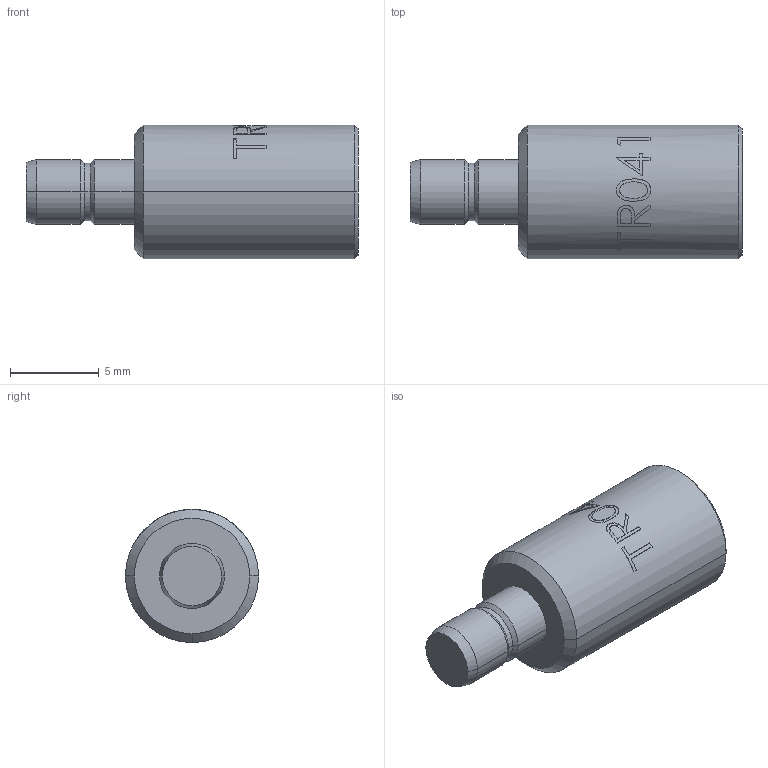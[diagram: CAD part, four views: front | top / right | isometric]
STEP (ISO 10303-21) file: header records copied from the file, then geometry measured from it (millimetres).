
FILE_DESCRIPTION (( 'STEP AP203' ), '1' );
FILE_NAME ('PE6TR041_3D.STEP', '2021-09-09T10:07:05', ( '' ), ( '' ), 'SwSTEP 2.0', 'SolidWorks 2021', '' );
FILE_SCHEMA (( 'CONFIG_CONTROL_DESIGN' ));
Length unit declared in the file: inch
Products named in the file (1): PE6TR041_3D
Bounding box: 18.7 x 7.5 x 7.5 mm (x, y, z)
Volume: 615.7 mm3; surface area: 445.3 mm2
Topology: 1 solids, 1 shells, 83 faces, 202 edges, 130 vertices
Faces by surface type: plane 41, cylinder 16, bspline 14, cone 12
Entity records: 3213 total; most frequent: CARTESIAN_POINT 1246, ORIENTED_EDGE 404, DIRECTION 364, EDGE_CURVE 202, AXIS2_PLACEMENT_3D 132, VERTEX_POINT 130, VECTOR 100, LINE 100
